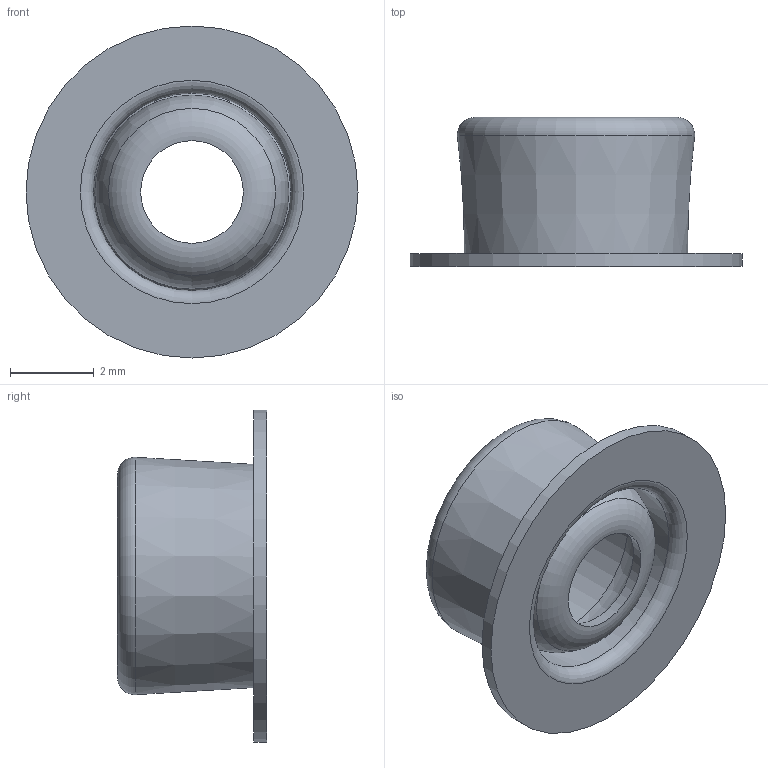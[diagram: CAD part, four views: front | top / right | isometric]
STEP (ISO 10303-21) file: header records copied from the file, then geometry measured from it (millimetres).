
FILE_DESCRIPTION (( 'STEP AP214' ), '1' );
FILE_NAME ('261.STEP', '2022-09-13T15:26:19', ( '' ), ( '' ), 'SwSTEP 2.0', 'SolidWorks 2013', '' );
FILE_SCHEMA (( 'AUTOMOTIVE_DESIGN' ));
Length unit declared in the file: inch
Products named in the file (1): 261
Bounding box: 7.92 x 3.56 x 7.92 mm (x, y, z)
Volume: 40.4 mm3; surface area: 275.3 mm2
Topology: 1 solids, 1 shells, 15 faces, 28 edges, 15 vertices
Faces by surface type: torus 7, cylinder 3, cone 3, plane 2
Full cylindrical faces by diameter (mm): 4.013 x1, 4.623 x1, 7.925 x1
Entity records: 348 total; most frequent: DIRECTION 62, CARTESIAN_POINT 46, AXIS2_PLACEMENT_3D 31, ORIENTED_EDGE 30, EDGE_LOOP 30, FACE_OUTER_BOUND 25, EDGE_CURVE 15, CIRCLE 15
